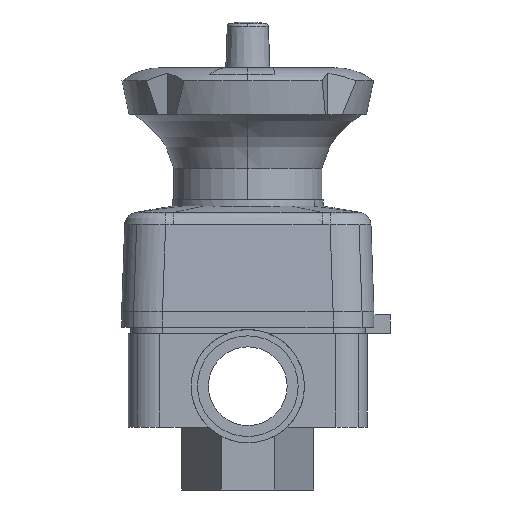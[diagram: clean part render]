
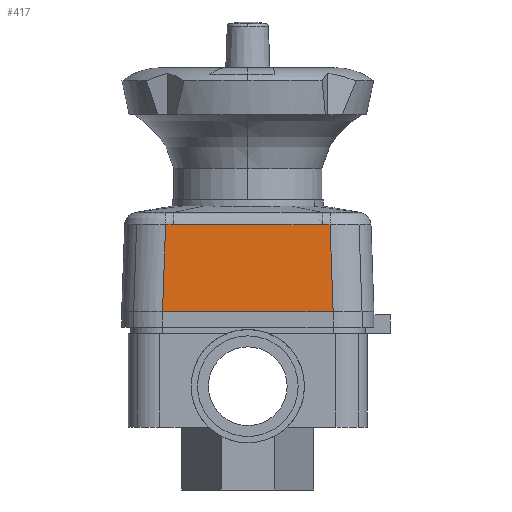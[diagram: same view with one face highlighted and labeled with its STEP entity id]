
A CAD part, left-side view. The second image highlights one B-rep face of the part: STEP entity #417.
In plain terms, the highlighted planar face has unit normal (-0.999, 0, 0.035).
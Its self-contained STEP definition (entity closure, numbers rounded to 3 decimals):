
#417=ADVANCED_FACE('',(#901),#902,.T.);
#901=FACE_OUTER_BOUND('',#2393,.T.);
#902=PLANE('',#2394);
#2393=EDGE_LOOP('',(#3653,#3654,#3655,#3656,#3657,#3658,#3659,#3660));
#2394=AXIS2_PLACEMENT_3D('',#3661,#3662,#3663);
#3653=ORIENTED_EDGE('',*,*,#4731,.F.);
#3654=ORIENTED_EDGE('',*,*,#4727,.F.);
#3655=ORIENTED_EDGE('',*,*,#4739,.F.);
#3656=ORIENTED_EDGE('',*,*,#4674,.F.);
#3657=ORIENTED_EDGE('',*,*,#4635,.F.);
#3658=ORIENTED_EDGE('',*,*,#4763,.T.);
#3659=ORIENTED_EDGE('',*,*,#4764,.F.);
#3660=ORIENTED_EDGE('',*,*,#4760,.F.);
#3661=CARTESIAN_POINT('',(-37.45,-40.1,23.7));
#3662=DIRECTION('',(-0.999,0.,0.035));
#3663=DIRECTION('',(0.,1.0,0.));
#4635=EDGE_CURVE('',#5370,#5372,#5373,.T.);
#4674=EDGE_CURVE('',#5372,#5440,#5441,.T.);
#4727=EDGE_CURVE('',#5517,#5519,#5520,.T.);
#4731=EDGE_CURVE('',#5519,#5506,#5525,.T.);
#4739=EDGE_CURVE('',#5440,#5517,#5536,.T.);
#4760=EDGE_CURVE('',#5506,#5561,#5562,.T.);
#4763=EDGE_CURVE('',#5370,#5565,#5566,.T.);
#4764=EDGE_CURVE('',#5561,#5565,#5567,.T.);
#5370=VERTEX_POINT('',#6563);
#5372=VERTEX_POINT('',#6566);
#5373=ELLIPSE('',#6567,372.498,13.0);
#5440=VERTEX_POINT('',#6665);
#5441=LINE('',#6666,#6667);
#5506=VERTEX_POINT('',#6860);
#5517=VERTEX_POINT('',#6895);
#5519=VERTEX_POINT('',#6897);
#5520=B_SPLINE_CURVE_WITH_KNOTS('',3,(#6898,#6899,#6900,#6901,#6902,#6903,#6904,#6905,#6906,#6907,#6908,#6909,#6910),.UNSPECIFIED.,.F.,.F.,(4,1,1,1,1,1,1,1,1,1,4),(-4.723,-4.554,-4.386,-4.048,-3.374,-2.024,-1.349,-0.675,-0.337,-0.169,0.0),.UNSPECIFIED.);
#5525=B_SPLINE_CURVE_WITH_KNOTS('',3,(#6927,#6928,#6929,#6930),.UNSPECIFIED.,.F.,.F.,(4,4),(-0.253,0.),.UNSPECIFIED.);
#5536=B_SPLINE_CURVE_WITH_KNOTS('',3,(#6962,#6963,#6964,#6965),.UNSPECIFIED.,.F.,.F.,(4,4),(-0.253,0.),.UNSPECIFIED.);
#5561=VERTEX_POINT('',#7006);
#5562=LINE('',#7007,#7008);
#5565=VERTEX_POINT('',#7011);
#5566=LINE('',#7012,#7013);
#5567=ELLIPSE('',#7014,372.498,13.0);
#6563=CARTESIAN_POINT('',(-37.45,27.1,23.7));
#6566=CARTESIAN_POINT('',(-37.45,27.108,23.7));
#6567=AXIS2_PLACEMENT_3D('',#7943,#7944,#7945);
#6665=CARTESIAN_POINT('',(-36.486,26.143,51.319));
#6666=CARTESIAN_POINT('',(-37.417,27.075,24.644));
#6667=VECTOR('',#8007,27.653);
#6860=CARTESIAN_POINT('',(-36.486,-26.143,51.319));
#6895=CARTESIAN_POINT('',(-36.484,23.615,51.372));
#6897=CARTESIAN_POINT('',(-36.484,-23.615,51.372));
#6898=CARTESIAN_POINT('',(-36.484,23.615,51.372));
#6899=CARTESIAN_POINT('',(-36.483,23.053,51.377));
#6900=CARTESIAN_POINT('',(-36.483,21.928,51.388));
#6901=CARTESIAN_POINT('',(-36.482,19.679,51.411));
#6902=CARTESIAN_POINT('',(-36.481,15.743,51.451));
#6903=CARTESIAN_POINT('',(-36.478,7.872,51.529));
#6904=CARTESIAN_POINT('',(-36.477,-1.125,51.561));
#6905=CARTESIAN_POINT('',(-36.479,-10.121,51.505));
#6906=CARTESIAN_POINT('',(-36.481,-15.743,51.451));
#6907=CARTESIAN_POINT('',(-36.482,-19.679,51.411));
#6908=CARTESIAN_POINT('',(-36.483,-21.928,51.388));
#6909=CARTESIAN_POINT('',(-36.483,-23.053,51.377));
#6910=CARTESIAN_POINT('',(-36.484,-23.615,51.372));
#6927=CARTESIAN_POINT('',(-36.484,-23.615,51.372));
#6928=CARTESIAN_POINT('',(-36.484,-24.458,51.364));
#6929=CARTESIAN_POINT('',(-36.485,-25.301,51.345));
#6930=CARTESIAN_POINT('',(-36.486,-26.143,51.319));
#6962=CARTESIAN_POINT('',(-36.486,26.143,51.319));
#6963=CARTESIAN_POINT('',(-36.485,25.301,51.345));
#6964=CARTESIAN_POINT('',(-36.484,24.458,51.364));
#6965=CARTESIAN_POINT('',(-36.484,23.615,51.372));
#7006=CARTESIAN_POINT('',(-37.45,-27.108,23.7));
#7007=CARTESIAN_POINT('',(-37.42,-27.078,24.552));
#7008=VECTOR('',#8074,27.653);
#7011=CARTESIAN_POINT('',(-37.45,-27.1,23.7));
#7012=CARTESIAN_POINT('',(-37.45,-40.1,23.7));
#7013=VECTOR('',#8078,54.2);
#7014=AXIS2_PLACEMENT_3D('',#8079,#8080,#8081);
#7943=CARTESIAN_POINT('',(-24.45,27.1,395.971));
#7944=DIRECTION('',(0.999,0.,-0.035));
#7945=DIRECTION('',(-0.035,0.,-0.999));
#8007=DIRECTION('',(0.035,-0.035,0.999));
#8074=DIRECTION('',(-0.035,-0.035,-0.999));
#8078=DIRECTION('',(0.,-1.0,0.));
#8079=CARTESIAN_POINT('',(-24.45,-27.1,395.971));
#8080=DIRECTION('',(0.999,0.,-0.035));
#8081=DIRECTION('',(-0.035,0.,-0.999));
